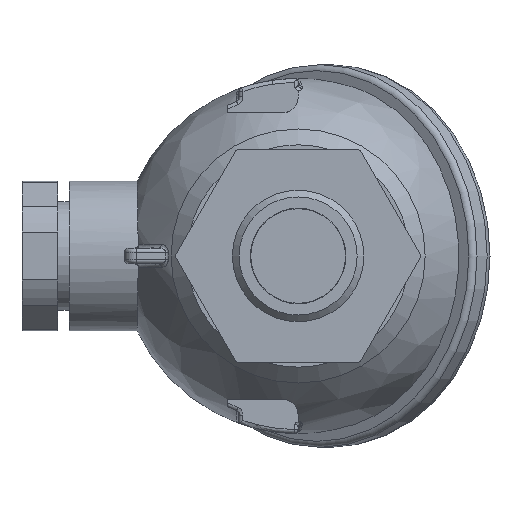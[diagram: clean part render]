
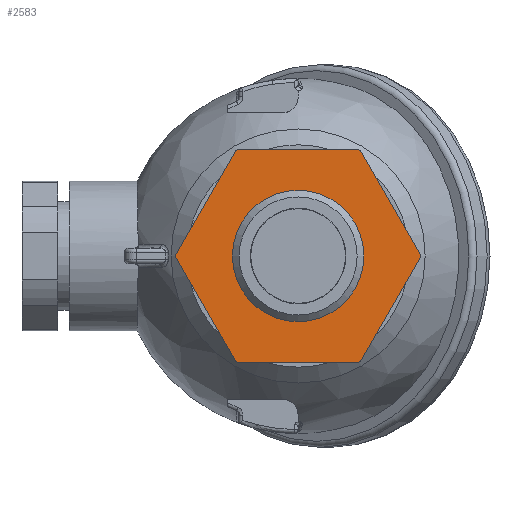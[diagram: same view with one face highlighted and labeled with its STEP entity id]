
A CAD part, front view. The second image highlights one B-rep face of the part: STEP entity #2583.
In plain terms, the highlighted planar face has unit normal (0, -1, 0).
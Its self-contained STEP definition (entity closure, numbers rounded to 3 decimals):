
#39=LINE('',#4115,#179);
#43=LINE('',#4124,#183);
#47=LINE('',#4133,#187);
#51=LINE('',#4142,#191);
#55=LINE('',#4151,#195);
#59=LINE('',#4160,#199);
#179=VECTOR('',#3106,10.);
#183=VECTOR('',#3112,10.);
#187=VECTOR('',#3118,10.);
#191=VECTOR('',#3124,10.);
#195=VECTOR('',#3130,10.);
#199=VECTOR('',#3136,10.);
#383=FACE_BOUND('',#629,.T.);
#401=PLANE('',#2794);
#472=FACE_OUTER_BOUND('',#628,.T.);
#628=EDGE_LOOP('',(#1761,#1762,#1763,#1764,#1765,#1766,#1767,#1768,#1769,
#1770,#1771,#1772));
#629=EDGE_LOOP('',(#1773));
#888=CIRCLE('',#2785,15.5);
#889=CIRCLE('',#2787,15.5);
#890=CIRCLE('',#2789,15.5);
#891=CIRCLE('',#2791,15.5);
#892=CIRCLE('',#2793,15.5);
#893=CIRCLE('',#2795,15.5);
#894=CIRCLE('',#2796,7.475);
#1074=VERTEX_POINT('',#4112);
#1075=VERTEX_POINT('',#4114);
#1078=VERTEX_POINT('',#4121);
#1079=VERTEX_POINT('',#4123);
#1082=VERTEX_POINT('',#4130);
#1083=VERTEX_POINT('',#4132);
#1086=VERTEX_POINT('',#4139);
#1087=VERTEX_POINT('',#4141);
#1090=VERTEX_POINT('',#4148);
#1091=VERTEX_POINT('',#4150);
#1094=VERTEX_POINT('',#4157);
#1095=VERTEX_POINT('',#4159);
#1096=VERTEX_POINT('',#4181);
#1318=EDGE_CURVE('',#1075,#1074,#39,.T.);
#1322=EDGE_CURVE('',#1079,#1078,#43,.T.);
#1326=EDGE_CURVE('',#1083,#1082,#47,.T.);
#1330=EDGE_CURVE('',#1087,#1086,#51,.T.);
#1334=EDGE_CURVE('',#1091,#1090,#55,.T.);
#1338=EDGE_CURVE('',#1095,#1094,#59,.T.);
#1346=EDGE_CURVE('',#1082,#1087,#888,.T.);
#1347=EDGE_CURVE('',#1094,#1083,#889,.T.);
#1348=EDGE_CURVE('',#1086,#1079,#890,.T.);
#1349=EDGE_CURVE('',#1078,#1091,#891,.T.);
#1350=EDGE_CURVE('',#1090,#1075,#892,.T.);
#1351=EDGE_CURVE('',#1074,#1095,#893,.T.);
#1352=EDGE_CURVE('',#1096,#1096,#894,.T.);
#1761=ORIENTED_EDGE('',*,*,#1318,.T.);
#1762=ORIENTED_EDGE('',*,*,#1351,.T.);
#1763=ORIENTED_EDGE('',*,*,#1338,.T.);
#1764=ORIENTED_EDGE('',*,*,#1347,.T.);
#1765=ORIENTED_EDGE('',*,*,#1326,.T.);
#1766=ORIENTED_EDGE('',*,*,#1346,.T.);
#1767=ORIENTED_EDGE('',*,*,#1330,.T.);
#1768=ORIENTED_EDGE('',*,*,#1348,.T.);
#1769=ORIENTED_EDGE('',*,*,#1322,.T.);
#1770=ORIENTED_EDGE('',*,*,#1349,.T.);
#1771=ORIENTED_EDGE('',*,*,#1334,.T.);
#1772=ORIENTED_EDGE('',*,*,#1350,.T.);
#1773=ORIENTED_EDGE('',*,*,#1352,.F.);
#2583=ADVANCED_FACE('',(#472,#383),#401,.T.);
#2785=AXIS2_PLACEMENT_3D('',#4170,#3154,#3155);
#2787=AXIS2_PLACEMENT_3D('',#4172,#3158,#3159);
#2789=AXIS2_PLACEMENT_3D('',#4174,#3162,#3163);
#2791=AXIS2_PLACEMENT_3D('',#4176,#3166,#3167);
#2793=AXIS2_PLACEMENT_3D('',#4178,#3170,#3171);
#2794=AXIS2_PLACEMENT_3D('',#4179,#3172,#3173);
#2795=AXIS2_PLACEMENT_3D('',#4180,#3174,#3175);
#2796=AXIS2_PLACEMENT_3D('',#4182,#3176,#3177);
#3106=DIRECTION('',(-1.,0.,0.));
#3112=DIRECTION('',(0.5,0.,0.866));
#3118=DIRECTION('',(0.5,0.,-0.866));
#3124=DIRECTION('',(1.,0.,0.));
#3130=DIRECTION('',(-0.5,0.,0.866));
#3136=DIRECTION('',(-0.5,0.,-0.866));
#3154=DIRECTION('center_axis',(0.,-1.,0.));
#3155=DIRECTION('ref_axis',(1.,0.,0.));
#3158=DIRECTION('center_axis',(0.,-1.,0.));
#3159=DIRECTION('ref_axis',(1.,0.,0.));
#3162=DIRECTION('center_axis',(0.,-1.,0.));
#3163=DIRECTION('ref_axis',(1.,0.,0.));
#3166=DIRECTION('center_axis',(0.,-1.,0.));
#3167=DIRECTION('ref_axis',(1.,0.,0.));
#3170=DIRECTION('center_axis',(0.,-1.,0.));
#3171=DIRECTION('ref_axis',(1.,0.,0.));
#3172=DIRECTION('center_axis',(0.,-1.,0.));
#3173=DIRECTION('ref_axis',(0.,0.,-1.));
#3174=DIRECTION('center_axis',(0.,-1.,0.));
#3175=DIRECTION('ref_axis',(1.,0.,0.));
#3176=DIRECTION('center_axis',(0.,-1.,0.));
#3177=DIRECTION('ref_axis',(1.,0.,0.));
#4112=CARTESIAN_POINT('',(-7.616,-8.,13.5));
#4114=CARTESIAN_POINT('',(7.616,-8.,13.5));
#4115=CARTESIAN_POINT('',(-0.07,-8.,13.5));
#4121=CARTESIAN_POINT('',(15.499,-8.,-0.155));
#4123=CARTESIAN_POINT('',(7.883,-8.,-13.345));
#4124=CARTESIAN_POINT('',(14.53,-8.,-1.834));
#4130=CARTESIAN_POINT('',(-7.883,-8.,-13.345));
#4132=CARTESIAN_POINT('',(-15.499,-8.,-0.155));
#4133=CARTESIAN_POINT('',(-8.853,-8.,-11.666));
#4139=CARTESIAN_POINT('',(7.616,-8.,-13.5));
#4141=CARTESIAN_POINT('',(-7.616,-8.,-13.5));
#4142=CARTESIAN_POINT('',(7.545,-8.,-13.5));
#4148=CARTESIAN_POINT('',(7.883,-8.,13.345));
#4150=CARTESIAN_POINT('',(15.499,-8.,0.155));
#4151=CARTESIAN_POINT('',(10.722,-8.,8.429));
#4157=CARTESIAN_POINT('',(-15.499,-8.,0.155));
#4159=CARTESIAN_POINT('',(-7.883,-8.,13.345));
#4160=CARTESIAN_POINT('',(-12.661,-8.,5.071));
#4170=CARTESIAN_POINT('Origin',(0.,-8.,0.));
#4172=CARTESIAN_POINT('Origin',(0.,-8.,0.));
#4174=CARTESIAN_POINT('Origin',(0.,-8.,0.));
#4176=CARTESIAN_POINT('Origin',(0.,-8.,0.));
#4178=CARTESIAN_POINT('Origin',(0.,-8.,0.));
#4179=CARTESIAN_POINT('Origin',(7.475,-8.,0.));
#4180=CARTESIAN_POINT('Origin',(0.,-8.,0.));
#4181=CARTESIAN_POINT('',(-7.475,-8.,0.));
#4182=CARTESIAN_POINT('Origin',(0.,-8.,0.));
